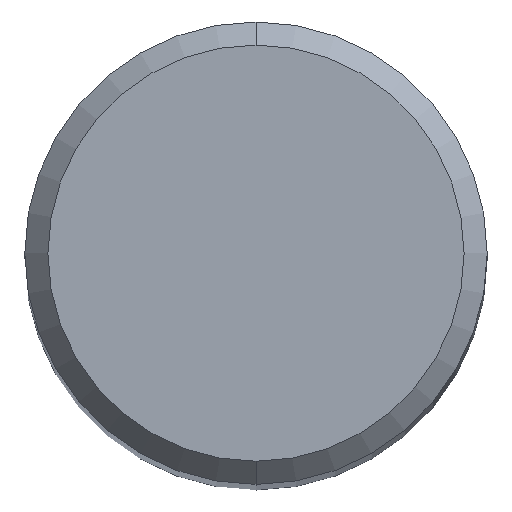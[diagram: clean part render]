
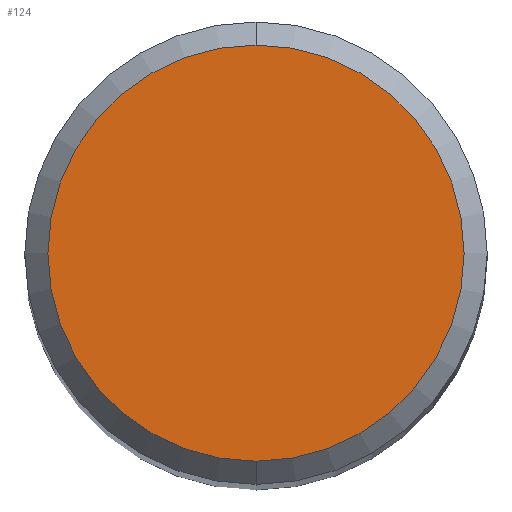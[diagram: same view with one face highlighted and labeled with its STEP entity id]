
A CAD part, top view. The second image highlights one B-rep face of the part: STEP entity #124.
In plain terms, the highlighted planar face has unit normal (0, 0, 1).
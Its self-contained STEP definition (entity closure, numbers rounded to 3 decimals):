
#124=ADVANCED_FACE('',(#290),#291,.T.);
#156=VERTEX_POINT('',#327);
#160=VERTEX_POINT('',#331);
#176=EDGE_CURVE('',#160,#156,#348,.T.);
#192=EDGE_CURVE('',#156,#160,#366,.T.);
#290=FACE_OUTER_BOUND('',#473,.T.);
#291=PLANE('',#474);
#327=CARTESIAN_POINT('',(0.0,3.6,0.0));
#331=CARTESIAN_POINT('',(0.,-3.6,0.0));
#348=CIRCLE('',#547,3.6);
#366=CIRCLE('',#573,3.6);
#473=EDGE_LOOP('',(#672,#673));
#474=AXIS2_PLACEMENT_3D('',#674,#675,#676);
#547=AXIS2_PLACEMENT_3D('',#746,#747,#748);
#573=AXIS2_PLACEMENT_3D('',#775,#776,#777);
#672=ORIENTED_EDGE('',*,*,#192,.F.);
#673=ORIENTED_EDGE('',*,*,#176,.F.);
#674=CARTESIAN_POINT('',(0.0,1.8,0.0));
#675=DIRECTION('',(-0.0,0.0,1.0));
#676=DIRECTION('',(0.0,-1.0,0.0));
#746=CARTESIAN_POINT('',(0.0,0.0,0.0));
#747=DIRECTION('',(0.0,0.0,-1.0));
#748=DIRECTION('',(0.0,1.0,0.0));
#775=CARTESIAN_POINT('',(0.0,0.0,0.0));
#776=DIRECTION('',(0.0,0.0,-1.0));
#777=DIRECTION('',(0.0,1.0,0.0));
